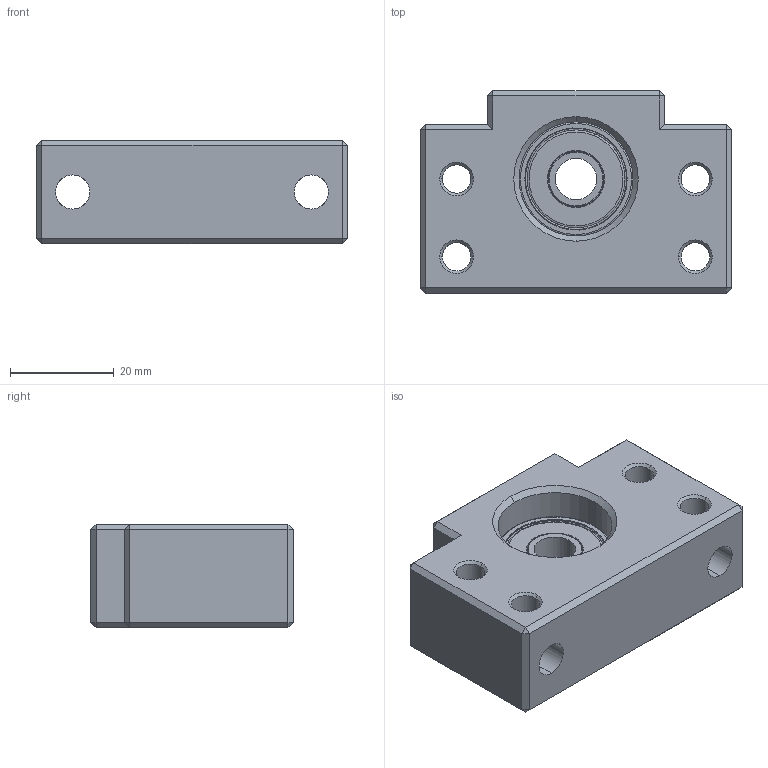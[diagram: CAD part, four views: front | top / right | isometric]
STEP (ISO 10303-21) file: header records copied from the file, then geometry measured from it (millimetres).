
FILE_DESCRIPTION (( 'STEP AP203' ), '1' );
FILE_NAME ('BF10.STEP', '2015-03-16T19:21:12', ( 'Jim Meade' ), ( 'Hewlett-Packard' ), 'SwSTEP 2.0', 'SolidWorks 2015', '' );
FILE_SCHEMA (( 'CONFIG_CONTROL_DESIGN' ));
Length unit declared in the file: millimetre
Products named in the file (1): BF10
Bounding box: 60 x 39 x 20 mm (x, y, z)
Volume: 32894.8 mm3; surface area: 13429.2 mm2
Topology: 12 solids, 12 shells, 212 faces, 518 edges, 300 vertices
Faces by surface type: bspline 72, plane 58, cylinder 54, cone 28
Entity records: 8127 total; most frequent: CARTESIAN_POINT 3447, ORIENTED_EDGE 980, DIRECTION 950, EDGE_CURVE 490, AXIS2_PLACEMENT_3D 387, VERTEX_POINT 300, CIRCLE 246, EDGE_LOOP 240
